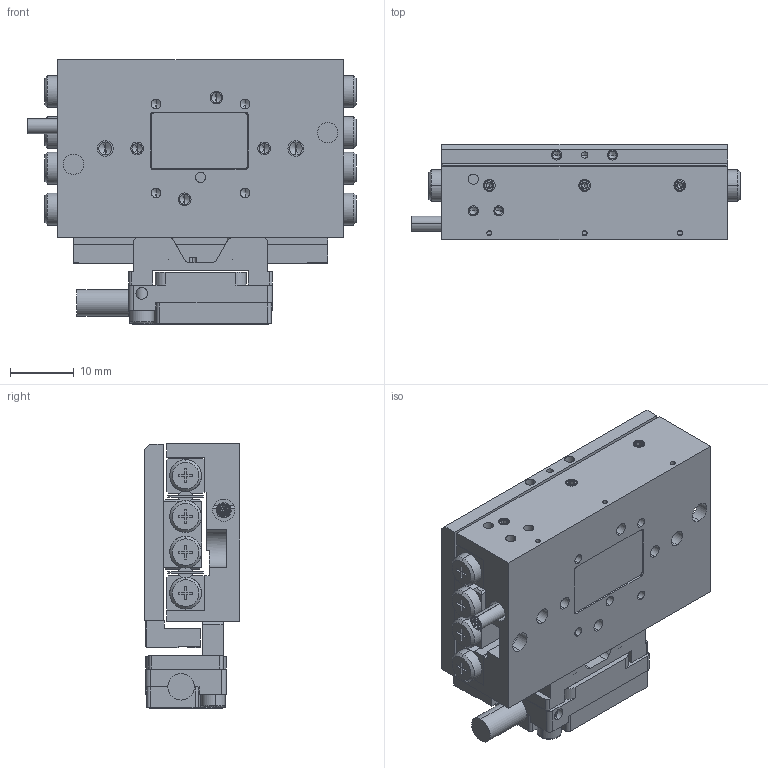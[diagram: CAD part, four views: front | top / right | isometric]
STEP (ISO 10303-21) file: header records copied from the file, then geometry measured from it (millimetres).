
FILE_DESCRIPTION (( 'STEP AP214' ), '1' );
FILE_NAME ('PPS-28-113X9.STEP', '2023-08-03T22:10:26', ( '' ), ( '' ), 'SwSTEP 2.0', 'SolidWorks 2023', '' );
FILE_SCHEMA (( 'AUTOMOTIVE_DESIGN' ));
Length unit declared in the file: millimetre
Products named in the file (21): TFC-421 Silver Braided Cable_L20; NB Slide Way SVW 2000 Rail_SVW 2045; SCREW, SHCS-S, M-DIN_M1.6 x 0.35 x 05mm; SCREW, SHCS-S, M-DIN_M1.6 x 0.35 x 06mm; 130161 Bearing, NB, Slide Way, SVW 2000_SVW 2045-8Z (Rigid at Center); SCREW, MS-PPH, M-JCIS_M1.6 x 0.35 x 4mm; Dowel Pin, M-DIN_M01 x 004; NB Slide Way SVW 2000 Center Way_SVW 2045; Set Screw, Cup-H, E-ASME_E1-72 x 1''16; NB Slide Way SVW 2000 Cage_SVW 2045-8Z; PPS-28, Base, Master Part_L45, No Ears ; SCREW, MS-PPH, M-JCIS_M2.5 x 0.45 x 6mm; 110123 Encoder Head, MII 6000, Atmospheric; SCREW, SHCS-F, M-DIN_M3 x 0.5 x 06mm; SCREW, SHCS-S, M-DIN_M2 x 0.4 x 06mm; PPS-28-113X9; PPS-28, Carriage, Master Part_45; 430438 PPS 28, Back Cover, NJ8x13; 430414 PPS-20 & 28, Encoder Bracket, MII; SSCZS-M2.5-8; PPS-20, Scale Bracket, MII, Master Part_40mm
Assembly tree (38 placements, depth 3):
  PPS-28-113X9
    PPS-28, Base, Master Part_L45, No Ears 
    430438 PPS 28, Back Cover, NJ8x13
    TFC-421 Silver Braided Cable_L20
    PPS-28, Carriage, Master Part_45
    SCREW, SHCS-F, M-DIN_M3 x 0.5 x 06mm  x3
    130161 Bearing, NB, Slide Way, SVW 2000_SVW 2045-8Z (Rigid at Center)
      NB Slide Way SVW 2000 Rail_SVW 2045  x2
      NB Slide Way SVW 2000 Center Way_SVW 2045
      NB Slide Way SVW 2000 Cage_SVW 2045-8Z  x2
    SCREW, MS-PPH, M-JCIS_M2.5 x 0.45 x 6mm  x6
    Set Screw, Cup-H, E-ASME_E1-72 x 1''16  x3
    110123 Encoder Head, MII 6000, Atmospheric
    430414 PPS-20 & 28, Encoder Bracket, MII
    PPS-20, Scale Bracket, MII, Master Part_40mm
    SCREW, SHCS-S, M-DIN_M1.6 x 0.35 x 06mm  x2
    SCREW, SHCS-S, M-DIN_M2 x 0.4 x 06mm  x2
    SCREW, MS-PPH, M-JCIS_M1.6 x 0.35 x 4mm  x2
    Dowel Pin, M-DIN_M01 x 004  x2
    SCREW, SHCS-S, M-DIN_M1.6 x 0.35 x 05mm  x2
    SSCZS-M2.5-8  x3
Bounding box: 51.7 x 15 x 41.71 mm (x, y, z)
Volume: 19612.7 mm3; surface area: 21442.9 mm2
Topology: 55 solids, 55 shells, 1813 faces, 4401 edges, 2720 vertices
Faces by surface type: plane 805, cylinder 530, cone 358, torus 102, bspline 12, sphere 6
Entity records: 56928 total; most frequent: CARTESIAN_POINT 26220, DIRECTION 6469, ORIENTED_EDGE 5996, EDGE_CURVE 2998, AXIS2_PLACEMENT_3D 2376, VERTEX_POINT 1921, VECTOR 1717, LINE 1717
